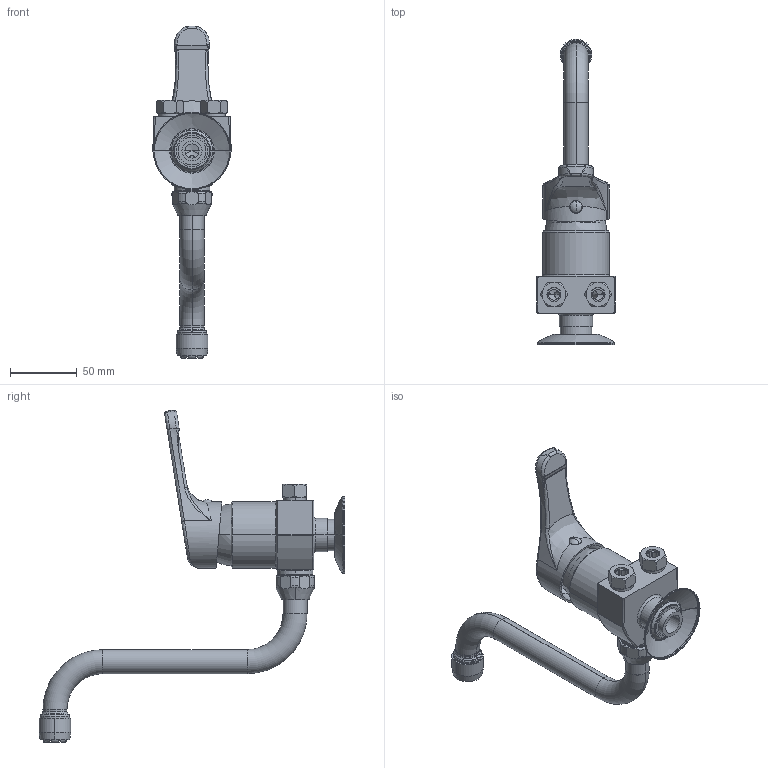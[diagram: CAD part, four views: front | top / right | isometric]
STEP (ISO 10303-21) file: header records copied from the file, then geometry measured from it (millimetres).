
FILE_DESCRIPTION((''),'2;1');
FILE_NAME('NT201CR','2021-11-10T13:20:46',('ut3'),('PAFFONI SpA'),'CREO PARAMETRIC BY PTC INC, 2020044','CREO PARAMETRIC BY PTC INC, 2020044','');
FILE_SCHEMA(('CONFIG_CONTROL_DESIGN','SHAPE_APPEARANCE_LAYERS_GROUPS'));
Length unit declared in the file: millimetre
Products named in the file (1): NT201CR
Bounding box: 58.8 x 229.1 x 248.85 mm (x, y, z)
Volume: 185838.2 mm3; surface area: 113419.2 mm2
Topology: 2 solids, 2 shells, 1514 faces, 3978 edges, 2491 vertices
Faces by surface type: plane 709, cylinder 437, torus 185, cone 114, bspline 48, sphere 21
Entity records: 66663 total; most frequent: CARTESIAN_POINT 18953, ORIENTED_EDGE 7912, DIRECTION 7668, EDGE_CURVE 3956, AXIS2_PLACEMENT_3D 2866, VERTEX_POINT 2491, VECTOR 1936, LINE 1936
